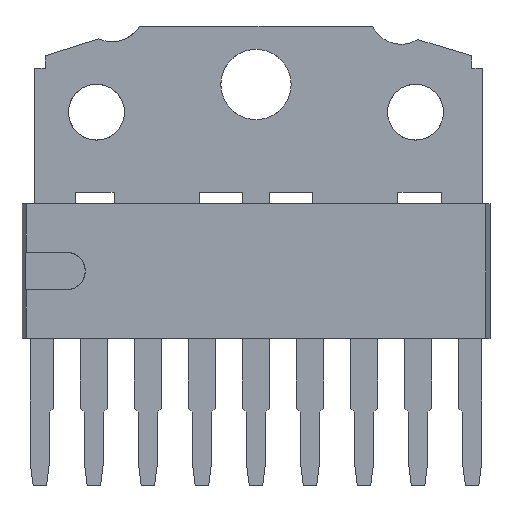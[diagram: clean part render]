
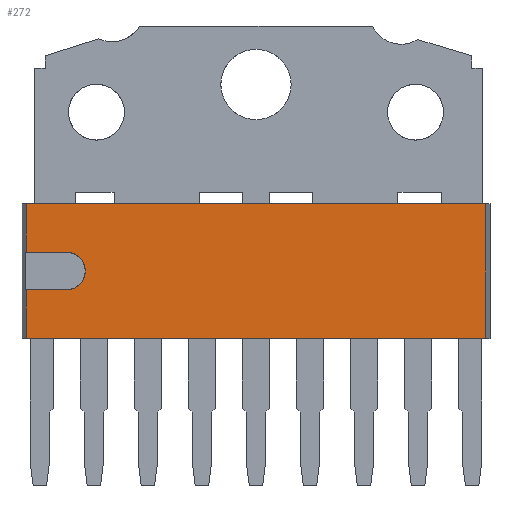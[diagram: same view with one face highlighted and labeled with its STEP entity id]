
A CAD part, top view. The second image highlights one B-rep face of the part: STEP entity #272.
In plain terms, the highlighted free-form (B-spline) face has degree [1, 1] with [2, 2] control points.
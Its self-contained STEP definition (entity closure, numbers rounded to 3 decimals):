
#200=(
BOUNDED_SURFACE()
B_SPLINE_SURFACE(1,1,((#201,#202),(#203,#204)),.UNSPECIFIED.,.F.,.F.,.F.)
B_SPLINE_SURFACE_WITH_KNOTS((2,2),(2,2),(0.000,1.000),(0.000,1.000),.UNSPECIFIED.)
GEOMETRIC_REPRESENTATION_ITEM()
RATIONAL_B_SPLINE_SURFACE(((1.,1.),(1.,1.)))
REPRESENTATION_ITEM('')
SURFACE()
);
#201=CARTESIAN_POINT('',(-11.,3.17,0.));
#202=CARTESIAN_POINT('',(11.,3.17,0.));
#203=CARTESIAN_POINT('',(-11.,-3.17,0.));
#204=CARTESIAN_POINT('',(11.,-3.17,0.));
#205=CARTESIAN_POINT('',(-10.8,0.881,0.));
#206=VERTEX_POINT('',#205);
#207=(
BOUNDED_CURVE()
B_SPLINE_CURVE(1,(#208,#209),.UNSPECIFIED.,.F.,.F.)
B_SPLINE_CURVE_WITH_KNOTS((2,2),(0.000,1.000),.UNSPECIFIED.)
CURVE()
GEOMETRIC_REPRESENTATION_ITEM()
RATIONAL_B_SPLINE_CURVE((1.,1.))
REPRESENTATION_ITEM('')
);
#208=CARTESIAN_POINT('',(-10.8,0.881,0.));
#209=CARTESIAN_POINT('',(-10.8,3.17,0.));
#210=CARTESIAN_POINT('',(-10.8,3.17,0.));
#211=VERTEX_POINT('',#210);
#212=EDGE_CURVE('',#206,#211,#207,.T.);
#213=ORIENTED_EDGE('',*,*,#212,.T.);
#214=(
BOUNDED_CURVE()
B_SPLINE_CURVE(1,(#215,#216),.UNSPECIFIED.,.F.,.F.)
B_SPLINE_CURVE_WITH_KNOTS((2,2),(0.000,1.000),.UNSPECIFIED.)
CURVE()
GEOMETRIC_REPRESENTATION_ITEM()
RATIONAL_B_SPLINE_CURVE((1.,1.))
REPRESENTATION_ITEM('')
);
#215=CARTESIAN_POINT('',(-10.8,3.17,0.));
#216=CARTESIAN_POINT('',(10.8,3.17,0.));
#217=CARTESIAN_POINT('',(10.8,3.17,0.));
#218=VERTEX_POINT('',#217);
#219=EDGE_CURVE('',#211,#218,#214,.T.);
#220=ORIENTED_EDGE('',*,*,#219,.T.);
#221=(
BOUNDED_CURVE()
B_SPLINE_CURVE(1,(#222,#223),.UNSPECIFIED.,.F.,.F.)
B_SPLINE_CURVE_WITH_KNOTS((2,2),(0.000,1.000),.UNSPECIFIED.)
CURVE()
GEOMETRIC_REPRESENTATION_ITEM()
RATIONAL_B_SPLINE_CURVE((1.,1.))
REPRESENTATION_ITEM('')
);
#222=CARTESIAN_POINT('',(10.8,3.17,0.));
#223=CARTESIAN_POINT('',(10.8,-3.17,0.));
#224=CARTESIAN_POINT('',(10.8,-3.17,0.));
#225=VERTEX_POINT('',#224);
#226=EDGE_CURVE('',#218,#225,#221,.T.);
#227=ORIENTED_EDGE('',*,*,#226,.T.);
#228=(
BOUNDED_CURVE()
B_SPLINE_CURVE(1,(#229,#230),.UNSPECIFIED.,.F.,.F.)
B_SPLINE_CURVE_WITH_KNOTS((2,2),(0.000,1.000),.UNSPECIFIED.)
CURVE()
GEOMETRIC_REPRESENTATION_ITEM()
RATIONAL_B_SPLINE_CURVE((1.,1.))
REPRESENTATION_ITEM('')
);
#229=CARTESIAN_POINT('',(10.8,-3.17,0.));
#230=CARTESIAN_POINT('',(-10.8,-3.17,0.));
#231=CARTESIAN_POINT('',(-10.8,-3.17,0.));
#232=VERTEX_POINT('',#231);
#233=EDGE_CURVE('',#225,#232,#228,.T.);
#234=ORIENTED_EDGE('',*,*,#233,.T.);
#235=(
BOUNDED_CURVE()
B_SPLINE_CURVE(1,(#236,#237),.UNSPECIFIED.,.F.,.F.)
B_SPLINE_CURVE_WITH_KNOTS((2,2),(0.000,1.000),.UNSPECIFIED.)
CURVE()
GEOMETRIC_REPRESENTATION_ITEM()
RATIONAL_B_SPLINE_CURVE((1.,1.))
REPRESENTATION_ITEM('')
);
#236=CARTESIAN_POINT('',(-10.8,-3.17,0.));
#237=CARTESIAN_POINT('',(-10.8,-0.881,0.));
#238=CARTESIAN_POINT('',(-10.8,-0.881,0.));
#239=VERTEX_POINT('',#238);
#240=EDGE_CURVE('',#232,#239,#235,.T.);
#241=ORIENTED_EDGE('',*,*,#240,.T.);
#242=(
BOUNDED_CURVE()
B_SPLINE_CURVE(1,(#243,#244),.UNSPECIFIED.,.F.,.F.)
B_SPLINE_CURVE_WITH_KNOTS((2,2),(0.000,1.000),.UNSPECIFIED.)
CURVE()
GEOMETRIC_REPRESENTATION_ITEM()
RATIONAL_B_SPLINE_CURVE((1.,1.))
REPRESENTATION_ITEM('')
);
#243=CARTESIAN_POINT('',(-10.8,-0.881,0.));
#244=CARTESIAN_POINT('',(-8.914,-0.881,0.));
#245=CARTESIAN_POINT('',(-8.914,-0.881,0.));
#246=VERTEX_POINT('',#245);
#247=EDGE_CURVE('',#239,#246,#242,.T.);
#248=ORIENTED_EDGE('',*,*,#247,.T.);
#249=(
BOUNDED_CURVE()
B_SPLINE_CURVE(2,(#250,#251,#252),.UNSPECIFIED.,.F.,.F.)
B_SPLINE_CURVE_WITH_KNOTS((3,3),(0.000,1.000),.UNSPECIFIED.)
CURVE()
GEOMETRIC_REPRESENTATION_ITEM()
RATIONAL_B_SPLINE_CURVE((1.,0.705,1.))
REPRESENTATION_ITEM('')
);
#250=CARTESIAN_POINT('',(-8.914,-0.881,0.));
#251=CARTESIAN_POINT('',(-8.029,-0.886,0.));
#252=CARTESIAN_POINT('',(-8.029,0.,0.));
#253=CARTESIAN_POINT('',(-8.029,0.,0.));
#254=VERTEX_POINT('',#253);
#255=EDGE_CURVE('',#246,#254,#249,.T.);
#256=ORIENTED_EDGE('',*,*,#255,.T.);
#257=(
BOUNDED_CURVE()
B_SPLINE_CURVE(2,(#258,#259,#260),.UNSPECIFIED.,.F.,.F.)
B_SPLINE_CURVE_WITH_KNOTS((3,3),(0.000,1.000),.UNSPECIFIED.)
CURVE()
GEOMETRIC_REPRESENTATION_ITEM()
RATIONAL_B_SPLINE_CURVE((1.,0.705,1.))
REPRESENTATION_ITEM('')
);
#258=CARTESIAN_POINT('',(-8.029,0.,0.));
#259=CARTESIAN_POINT('',(-8.029,0.886,0.));
#260=CARTESIAN_POINT('',(-8.914,0.881,0.));
#261=CARTESIAN_POINT('',(-8.914,0.881,0.));
#262=VERTEX_POINT('',#261);
#263=EDGE_CURVE('',#254,#262,#257,.T.);
#264=ORIENTED_EDGE('',*,*,#263,.T.);
#265=(
BOUNDED_CURVE()
B_SPLINE_CURVE(1,(#266,#267),.UNSPECIFIED.,.F.,.F.)
B_SPLINE_CURVE_WITH_KNOTS((2,2),(0.000,1.000),.UNSPECIFIED.)
CURVE()
GEOMETRIC_REPRESENTATION_ITEM()
RATIONAL_B_SPLINE_CURVE((1.,1.))
REPRESENTATION_ITEM('')
);
#266=CARTESIAN_POINT('',(-8.914,0.881,0.));
#267=CARTESIAN_POINT('',(-10.8,0.881,0.));
#268=EDGE_CURVE('',#262,#206,#265,.T.);
#269=ORIENTED_EDGE('',*,*,#268,.T.);
#270=EDGE_LOOP('',(#213,#220,#227,#234,#241,#248,#256,#264,#269));
#271=FACE_OUTER_BOUND('',#270,.T.);
#272=ADVANCED_FACE('',(#271),#200,.T.);
